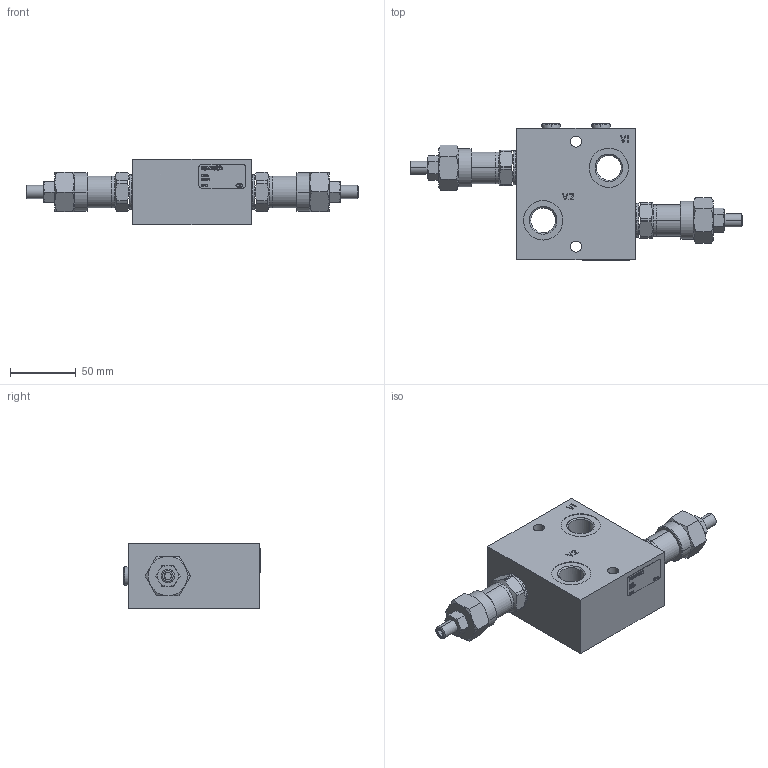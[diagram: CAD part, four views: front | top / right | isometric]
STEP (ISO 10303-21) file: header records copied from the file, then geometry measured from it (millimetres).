
FILE_DESCRIPTION (( 'STEP AP214' ), '1' );
FILE_NAME ('051601030320000.STEP', '2025-06-04T08:46:39', ( '' ), ( '' ), 'SwSTEP 2.0', 'SolidWorks 2023', '' );
FILE_SCHEMA (( 'AUTOMOTIVE_DESIGN' ));
Length unit declared in the file: millimetre
Products named in the file (1): 051601030320000
Bounding box: 253 x 103.75 x 50 mm (x, y, z)
Surface area: 65342.3 mm2 (no closed solid volume)
Topology: 0 solids, 36 shells, 404 faces, 1628 edges, 1234 vertices
Faces by surface type: plane 231, cone 94, cylinder 62, bspline 17
Entity records: 22352 total; most frequent: CARTESIAN_POINT 9895, ORIENTED_EDGE 2372, DIRECTION 2189, EDGE_CURVE 1628, VERTEX_POINT 1234, VECTOR 957, LINE 957, AXIS2_PLACEMENT_3D 616
